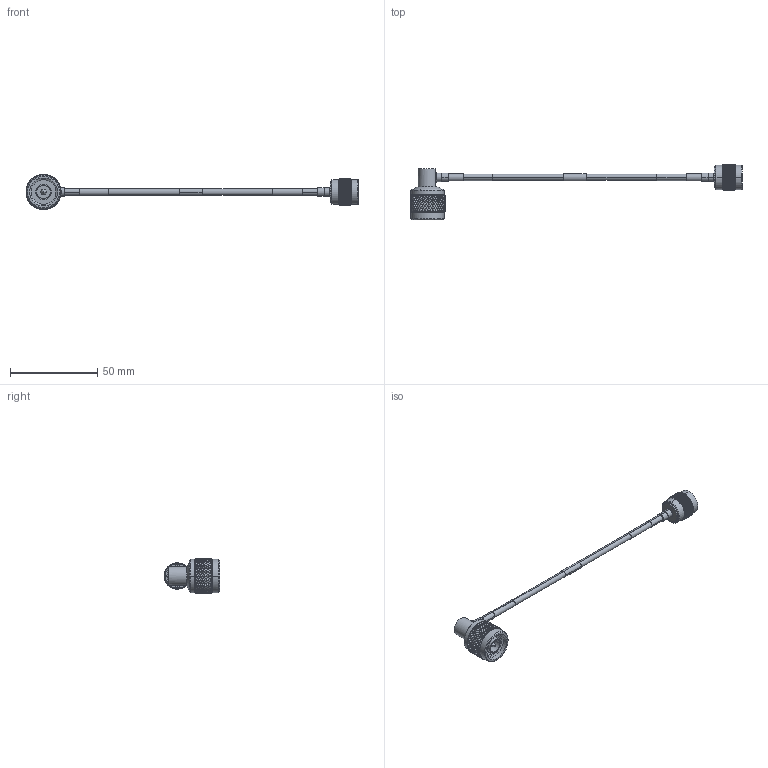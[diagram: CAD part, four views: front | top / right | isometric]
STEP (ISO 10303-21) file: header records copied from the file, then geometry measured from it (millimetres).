
FILE_DESCRIPTION (( 'STEP AP214' ), '1' );
FILE_NAME ('LCCA30514_3D.STEP', '2020-05-07T19:14:18', ( '' ), ( '' ), 'SwSTEP 2.0', 'SolidWorks 2018', '' );
FILE_SCHEMA (( 'AUTOMOTIVE_DESIGN' ));
Length unit declared in the file: inch
Products named in the file (6): 1AW01-003_.152 ID; LCCN3053; LC141TBJ (141 Formable with HeatShrink); LCCN3059; LCCA30514_3D; LC141TBJ-PROD
Assembly tree (7 placements, depth 3):
  LCCA30514_3D
    LC141TBJ-PROD
      LC141TBJ (141 Formable with HeatShrink)
      1AW01-003_.152 ID  x3
    LCCN3053
    LCCN3059
Bounding box: 189.78 x 31.72 x 20.07 mm (x, y, z)
Volume: 7138.2 mm3; surface area: 10718.8 mm2
Topology: 8 solids, 8 shells, 4488 faces, 9299 edges, 4846 vertices
Faces by surface type: bspline 3283, cylinder 869, cone 265, plane 61, torus 8, sphere 2
Entity records: 171717 total; most frequent: CARTESIAN_POINT 112970, ORIENTED_EDGE 18550, EDGE_CURVE 9275, VERTEX_POINT 4830, EDGE_LOOP 4501, FACE_OUTER_BOUND 4476, ADVANCED_FACE 4476, DIRECTION 3921
